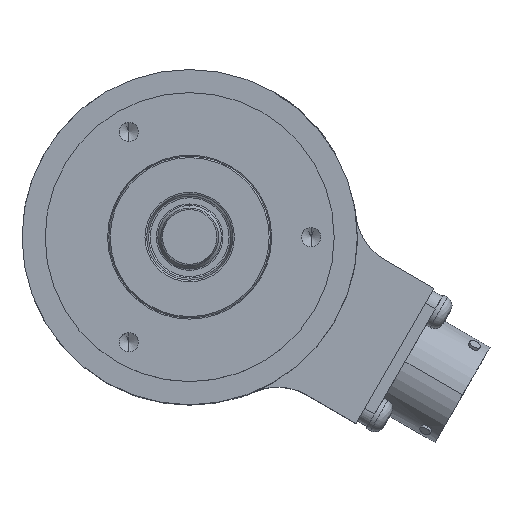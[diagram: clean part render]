
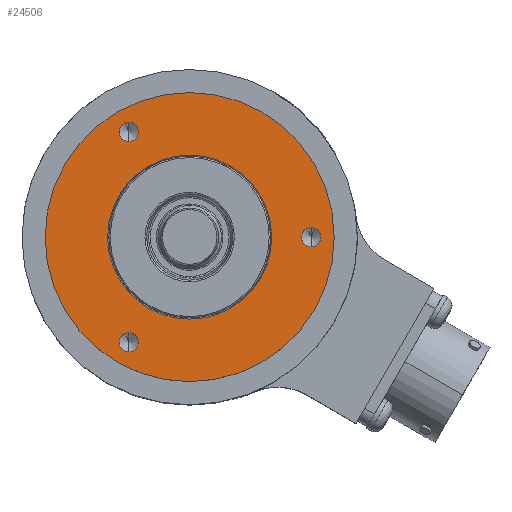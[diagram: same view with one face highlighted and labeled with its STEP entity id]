
A CAD part, top view. The second image highlights one B-rep face of the part: STEP entity #24506.
In plain terms, the highlighted planar face has unit normal (0, 0, 1).
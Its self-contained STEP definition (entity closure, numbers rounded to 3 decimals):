
#8136=CARTESIAN_POINT('',(0.,0.,27.));
#8137=DIRECTION('',(0.,0.,-1.));
#8138=DIRECTION('',(0.,1.,0.));
#8139=AXIS2_PLACEMENT_3D('',#8136,#8137,#8138);
#8141=CARTESIAN_POINT('',(0.,0.,27.));
#8142=DIRECTION('',(0.,0.,-1.));
#8143=DIRECTION('',(0.,-1.,0.));
#8144=AXIS2_PLACEMENT_3D('',#8141,#8142,#8143);
#8146=CARTESIAN_POINT('',(21.,0.,27.));
#8147=DIRECTION('',(0.,0.,1.));
#8148=DIRECTION('',(0.,-1.,0.));
#8149=AXIS2_PLACEMENT_3D('',#8146,#8147,#8148);
#8151=CARTESIAN_POINT('',(21.,0.,27.));
#8152=DIRECTION('',(0.,0.,1.));
#8153=DIRECTION('',(0.,1.,0.));
#8154=AXIS2_PLACEMENT_3D('',#8151,#8152,#8153);
#8156=CARTESIAN_POINT('',(-10.5,-18.187,27.));
#8157=DIRECTION('',(0.,0.,1.));
#8158=DIRECTION('',(0.,-1.,0.));
#8159=AXIS2_PLACEMENT_3D('',#8156,#8157,#8158);
#8161=CARTESIAN_POINT('',(-10.5,-18.187,27.));
#8162=DIRECTION('',(0.,0.,1.));
#8163=DIRECTION('',(0.,1.,0.));
#8164=AXIS2_PLACEMENT_3D('',#8161,#8162,#8163);
#8166=CARTESIAN_POINT('',(-10.5,18.187,27.));
#8167=DIRECTION('',(0.,0.,1.));
#8168=DIRECTION('',(0.,-1.,0.));
#8169=AXIS2_PLACEMENT_3D('',#8166,#8167,#8168);
#8171=CARTESIAN_POINT('',(-10.5,18.187,27.));
#8172=DIRECTION('',(0.,0.,1.));
#8173=DIRECTION('',(0.,1.,0.));
#8174=AXIS2_PLACEMENT_3D('',#8171,#8172,#8173);
#8181=CARTESIAN_POINT('',(0.,0.,27.));
#8182=DIRECTION('',(0.,0.,-1.));
#8183=DIRECTION('',(-1.,0.,0.));
#8184=AXIS2_PLACEMENT_3D('',#8181,#8182,#8183);
#8199=CARTESIAN_POINT('',(0.,0.,27.));
#8200=DIRECTION('',(0.,0.,-1.));
#8201=DIRECTION('',(1.,0.,0.));
#8202=AXIS2_PLACEMENT_3D('',#8199,#8200,#8201);
#15351=CARTESIAN_POINT('',(0.,25.,27.));
#15352=CARTESIAN_POINT('',(0.,-25.,27.));
#15353=VERTEX_POINT('',#15351);
#15354=VERTEX_POINT('',#15352);
#15379=CARTESIAN_POINT('',(14.188,0.,27.));
#15380=CARTESIAN_POINT('',(-14.188,0.,27.));
#15381=VERTEX_POINT('',#15379);
#15382=VERTEX_POINT('',#15380);
#15393=CARTESIAN_POINT('',(21.,-1.65,27.));
#15394=CARTESIAN_POINT('',(21.,1.65,27.));
#15395=VERTEX_POINT('',#15393);
#15396=VERTEX_POINT('',#15394);
#15403=CARTESIAN_POINT('',(-10.5,-19.837,27.));
#15404=CARTESIAN_POINT('',(-10.5,-16.537,27.));
#15405=VERTEX_POINT('',#15403);
#15406=VERTEX_POINT('',#15404);
#15413=CARTESIAN_POINT('',(-10.5,16.537,27.));
#15414=CARTESIAN_POINT('',(-10.5,19.837,27.));
#15415=VERTEX_POINT('',#15413);
#15416=VERTEX_POINT('',#15414);
#24472=CARTESIAN_POINT('',(0.,0.,27.));
#24473=DIRECTION('',(0.,0.,1.));
#24474=DIRECTION('',(1.,0.,0.));
#24475=AXIS2_PLACEMENT_3D('',#24472,#24473,#24474);
#24476=PLANE('',#24475);
#24478=ORIENTED_EDGE('',*,*,#24477,.T.);
#24479=ORIENTED_EDGE('',*,*,#24462,.T.);
#24480=EDGE_LOOP('',(#24478,#24479));
#24481=FACE_OUTER_BOUND('',#24480,.F.);
#24483=ORIENTED_EDGE('',*,*,#24482,.F.);
#24485=ORIENTED_EDGE('',*,*,#24484,.F.);
#24486=EDGE_LOOP('',(#24483,#24485));
#24487=FACE_BOUND('',#24486,.F.);
#24489=ORIENTED_EDGE('',*,*,#24488,.T.);
#24491=ORIENTED_EDGE('',*,*,#24490,.T.);
#24492=EDGE_LOOP('',(#24489,#24491));
#24493=FACE_BOUND('',#24492,.F.);
#24495=ORIENTED_EDGE('',*,*,#24494,.T.);
#24497=ORIENTED_EDGE('',*,*,#24496,.T.);
#24498=EDGE_LOOP('',(#24495,#24497));
#24499=FACE_BOUND('',#24498,.F.);
#24501=ORIENTED_EDGE('',*,*,#24500,.T.);
#24503=ORIENTED_EDGE('',*,*,#24502,.T.);
#24504=EDGE_LOOP('',(#24501,#24503));
#24505=FACE_BOUND('',#24504,.F.);
#8140=CIRCLE('',#8139,25.);
#8145=CIRCLE('',#8144,25.);
#8150=CIRCLE('',#8149,1.65);
#8155=CIRCLE('',#8154,1.65);
#8160=CIRCLE('',#8159,1.65);
#8165=CIRCLE('',#8164,1.65);
#8170=CIRCLE('',#8169,1.65);
#8175=CIRCLE('',#8174,1.65);
#8185=CIRCLE('',#8184,14.188);
#8203=CIRCLE('',#8202,14.188);
#24462=EDGE_CURVE('',#15354,#15353,#8145,.T.);
#24477=EDGE_CURVE('',#15353,#15354,#8140,.T.);
#24482=EDGE_CURVE('',#15382,#15381,#8185,.T.);
#24484=EDGE_CURVE('',#15381,#15382,#8203,.T.);
#24488=EDGE_CURVE('',#15395,#15396,#8150,.T.);
#24490=EDGE_CURVE('',#15396,#15395,#8155,.T.);
#24494=EDGE_CURVE('',#15405,#15406,#8160,.T.);
#24496=EDGE_CURVE('',#15406,#15405,#8165,.T.);
#24500=EDGE_CURVE('',#15415,#15416,#8170,.T.);
#24502=EDGE_CURVE('',#15416,#15415,#8175,.T.);
#24506=ADVANCED_FACE('',(#24481,#24487,#24493,#24499,#24505),#24476,.T.);
